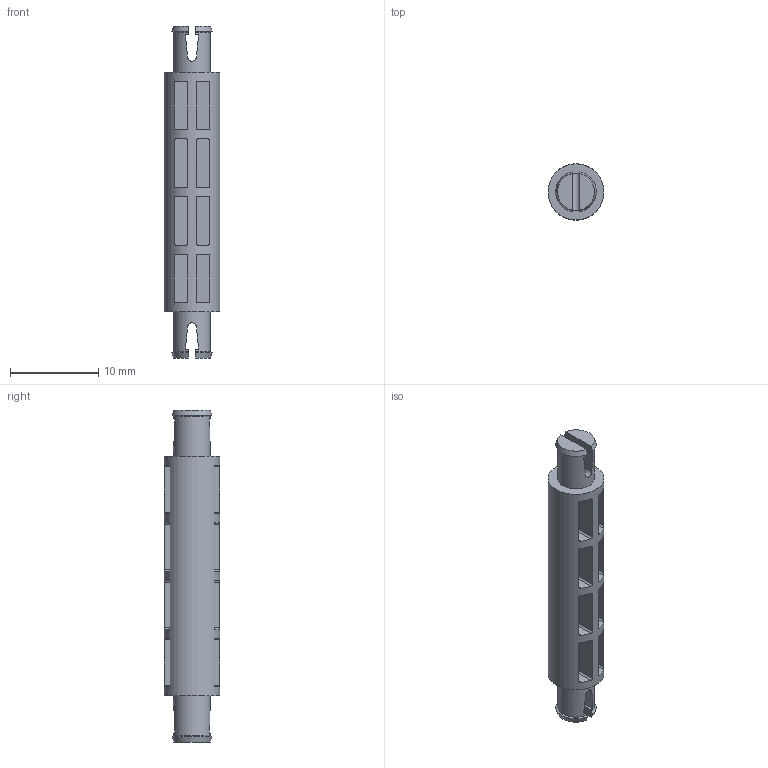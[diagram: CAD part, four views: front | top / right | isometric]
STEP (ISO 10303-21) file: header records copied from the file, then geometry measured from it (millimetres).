
FILE_DESCRIPTION((''),'2;1');
FILE_NAME('228-2500-067 Rev4.stp','2014-01-15T17:15:07',('jessica_knerr'),(''),'Autodesk Inventor 2013','Autodesk Inventor 2013','');
FILE_SCHEMA(('AUTOMOTIVE_DESIGN { 1 0 10303 214 1 1 1 1 }'));
Length unit declared in the file: millimetre
Products named in the file (1): 228-2500-067 Rev4
Bounding box: 6.35 x 6.35 x 37.68 mm (x, y, z)
Volume: 722.9 mm3; surface area: 1186.3 mm2
Topology: 1 solids, 1 shells, 175 faces, 465 edges, 310 vertices
Faces by surface type: plane 98, cylinder 69, cone 8
Full cylindrical faces by diameter (mm): 4.2 x2, 6.35 x1
Entity records: 5955 total; most frequent: CARTESIAN_POINT 1620, ORIENTED_EDGE 920, DIRECTION 856, EDGE_CURVE 460, VERTEX_POINT 308, AXIS2_PLACEMENT_3D 304, VECTOR 248, LINE 248
